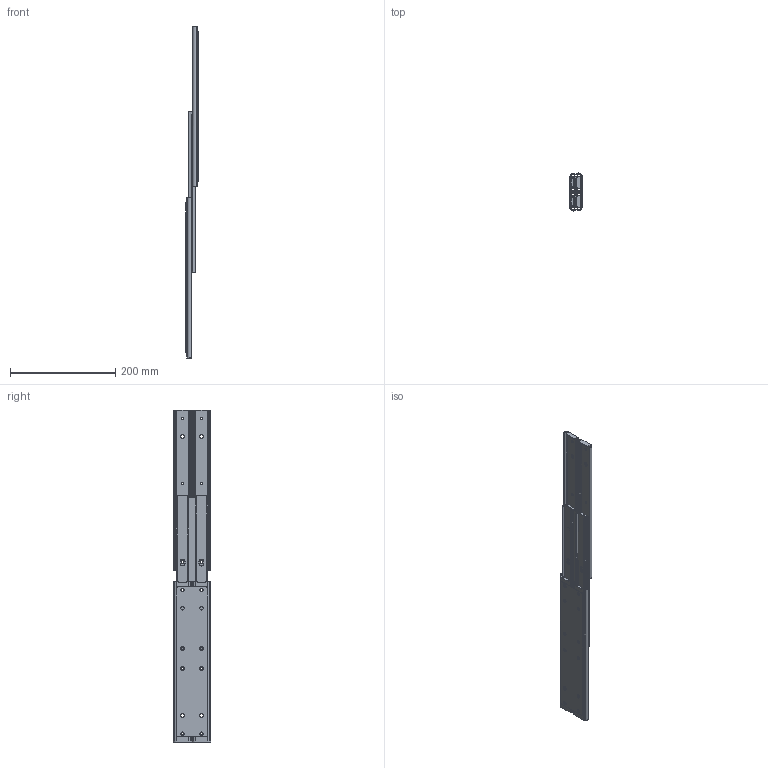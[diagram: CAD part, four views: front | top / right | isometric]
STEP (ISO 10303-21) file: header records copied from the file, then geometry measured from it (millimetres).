
FILE_DESCRIPTION (( 'STEP AP203' ), '1' );
FILE_NAME ('3551-12.step', '2021-03-04T00:19:52', ( '' ), ( '' ), 'SwSTEP 2.0', 'SolidWorks 2019', '' );
FILE_SCHEMA (( 'CONFIG_CONTROL_DESIGN' ));
Length unit declared in the file: millimetre
Products named in the file (5): OM-継板 ; IM-3551-12 ; 3551-12; OM-3551-12 ; IM-継板
Assembly tree (11 placements, depth 2):
  3551-12
    OM-3551-12   x4
    OM-継板   x2
    IM-継板
    IM-3551-12   x4
Bounding box: 23.8 x 71.4 x 630.9 mm (x, y, z)
Volume: 230518.8 mm3; surface area: 306790.8 mm2
Topology: 11 solids, 11 shells, 568 faces, 1630 edges, 1084 vertices
Faces by surface type: cylinder 306, plane 262
Entity records: 7470 total; most frequent: CARTESIAN_POINT 1328, DIRECTION 1179, ORIENTED_EDGE 1118, EDGE_CURVE 559, AXIS2_PLACEMENT_3D 427, VERTEX_POINT 372, LINE 325, VECTOR 325
